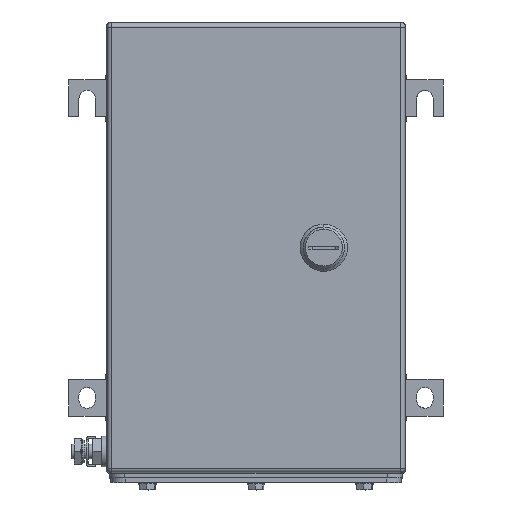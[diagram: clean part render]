
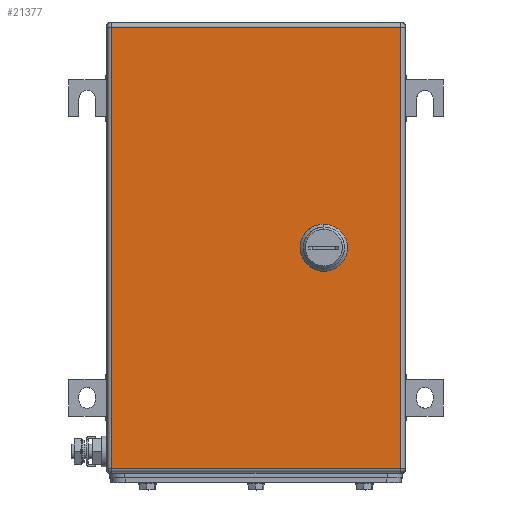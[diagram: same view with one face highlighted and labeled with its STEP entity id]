
A CAD part, top view. The second image highlights one B-rep face of the part: STEP entity #21377.
In plain terms, the highlighted planar face has unit normal (0, 0, 1).
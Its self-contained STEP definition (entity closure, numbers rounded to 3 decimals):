
#21279=AXIS2_PLACEMENT_3D('Plane Axis2P3D',#21276,#21277,#21278) ;
#20965=CARTESIAN_POINT('Vertex',(29.,14.5,153.5)) ;
#20968=CARTESIAN_POINT('Line Origine',(29.,164.,153.5)) ;
#20972=CARTESIAN_POINT('Vertex',(29.,313.5,153.5)) ;
#21012=CARTESIAN_POINT('Vertex',(225.,313.5,153.5)) ;
#21015=CARTESIAN_POINT('Line Origine',(127.,313.5,153.5)) ;
#21052=CARTESIAN_POINT('Vertex',(225.,14.5,153.5)) ;
#21055=CARTESIAN_POINT('Line Origine',(225.,164.,153.5)) ;
#21088=CARTESIAN_POINT('Line Origine',(127.,14.5,153.5)) ;
#21276=CARTESIAN_POINT('Axis2P3D Location',(127.,164.,153.5)) ;
#21287=CARTESIAN_POINT('Line Origine',(183.25,164.,153.5)) ;
#21291=CARTESIAN_POINT('Vertex',(183.25,159.363,153.5)) ;
#21293=CARTESIAN_POINT('Vertex',(183.25,168.637,153.5)) ;
#21297=CARTESIAN_POINT('Control Point',(177.637,153.75,153.5)) ;
#21298=CARTESIAN_POINT('Control Point',(178.685,154.224,153.5)) ;
#21299=CARTESIAN_POINT('Control Point',(179.672,154.832,153.5)) ;
#21300=CARTESIAN_POINT('Control Point',(180.576,155.564,153.5)) ;
#21301=CARTESIAN_POINT('Control Point',(181.705,156.747,153.5)) ;
#21302=CARTESIAN_POINT('Control Point',(182.599,158.104,153.5)) ;
#21303=CARTESIAN_POINT('Control Point',(182.838,158.513,153.5)) ;
#21304=CARTESIAN_POINT('Control Point',(183.055,158.933,153.5)) ;
#21305=CARTESIAN_POINT('Control Point',(183.25,159.363,153.5)) ;
#21306=CARTESIAN_POINT('Vertex',(177.637,153.75,153.5)) ;
#21309=CARTESIAN_POINT('Line Origine',(173.,153.75,153.5)) ;
#21313=CARTESIAN_POINT('Vertex',(168.363,153.75,153.5)) ;
#21317=CARTESIAN_POINT('Control Point',(162.75,159.363,153.5)) ;
#21318=CARTESIAN_POINT('Control Point',(163.224,158.315,153.5)) ;
#21319=CARTESIAN_POINT('Control Point',(163.832,157.328,153.5)) ;
#21320=CARTESIAN_POINT('Control Point',(164.564,156.424,153.5)) ;
#21321=CARTESIAN_POINT('Control Point',(165.747,155.295,153.5)) ;
#21322=CARTESIAN_POINT('Control Point',(167.104,154.401,153.5)) ;
#21323=CARTESIAN_POINT('Control Point',(167.513,154.162,153.5)) ;
#21324=CARTESIAN_POINT('Control Point',(167.933,153.945,153.5)) ;
#21325=CARTESIAN_POINT('Control Point',(168.363,153.75,153.5)) ;
#21326=CARTESIAN_POINT('Vertex',(162.75,159.363,153.5)) ;
#21329=CARTESIAN_POINT('Line Origine',(162.75,164.,153.5)) ;
#21333=CARTESIAN_POINT('Vertex',(162.75,168.637,153.5)) ;
#21337=CARTESIAN_POINT('Control Point',(168.363,174.25,153.5)) ;
#21338=CARTESIAN_POINT('Control Point',(167.315,173.776,153.5)) ;
#21339=CARTESIAN_POINT('Control Point',(166.328,173.168,153.5)) ;
#21340=CARTESIAN_POINT('Control Point',(165.424,172.436,153.5)) ;
#21341=CARTESIAN_POINT('Control Point',(164.295,171.253,153.5)) ;
#21342=CARTESIAN_POINT('Control Point',(163.401,169.896,153.5)) ;
#21343=CARTESIAN_POINT('Control Point',(163.162,169.487,153.5)) ;
#21344=CARTESIAN_POINT('Control Point',(162.945,169.067,153.5)) ;
#21345=CARTESIAN_POINT('Control Point',(162.75,168.637,153.5)) ;
#21346=CARTESIAN_POINT('Vertex',(168.363,174.25,153.5)) ;
#21349=CARTESIAN_POINT('Line Origine',(173.,174.25,153.5)) ;
#21353=CARTESIAN_POINT('Vertex',(177.637,174.25,153.5)) ;
#21357=CARTESIAN_POINT('Control Point',(183.25,168.637,153.5)) ;
#21358=CARTESIAN_POINT('Control Point',(182.776,169.685,153.5)) ;
#21359=CARTESIAN_POINT('Control Point',(182.168,170.672,153.5)) ;
#21360=CARTESIAN_POINT('Control Point',(181.436,171.576,153.5)) ;
#21361=CARTESIAN_POINT('Control Point',(180.253,172.705,153.5)) ;
#21362=CARTESIAN_POINT('Control Point',(178.896,173.599,153.5)) ;
#21363=CARTESIAN_POINT('Control Point',(178.487,173.838,153.5)) ;
#21364=CARTESIAN_POINT('Control Point',(178.067,174.055,153.5)) ;
#21365=CARTESIAN_POINT('Control Point',(177.637,174.25,153.5)) ;
#20969=DIRECTION('Vector Direction',(0.,1.,0.)) ;
#21016=DIRECTION('Vector Direction',(1.,0.,0.)) ;
#21056=DIRECTION('Vector Direction',(0.,-1.,0.)) ;
#21089=DIRECTION('Vector Direction',(-1.,0.,0.)) ;
#21277=DIRECTION('Axis2P3D Direction',(0.,0.,-1.)) ;
#21278=DIRECTION('Axis2P3D XDirection',(0.,1.,0.)) ;
#21288=DIRECTION('Vector Direction',(0.,1.,0.)) ;
#21310=DIRECTION('Vector Direction',(1.,0.,0.)) ;
#21330=DIRECTION('Vector Direction',(0.,-1.,0.)) ;
#21350=DIRECTION('Vector Direction',(-1.,0.,0.)) ;
#20970=VECTOR('Line Direction',#20969,1.) ;
#21017=VECTOR('Line Direction',#21016,1.) ;
#21057=VECTOR('Line Direction',#21056,1.) ;
#21090=VECTOR('Line Direction',#21089,1.) ;
#21289=VECTOR('Line Direction',#21288,1.) ;
#21311=VECTOR('Line Direction',#21310,1.) ;
#21331=VECTOR('Line Direction',#21330,1.) ;
#21351=VECTOR('Line Direction',#21350,1.) ;
#21282=ORIENTED_EDGE('',*,*,#21059,.T.) ;
#21283=ORIENTED_EDGE('',*,*,#21019,.T.) ;
#21284=ORIENTED_EDGE('',*,*,#20974,.T.) ;
#21285=ORIENTED_EDGE('',*,*,#21092,.T.) ;
#21368=ORIENTED_EDGE('',*,*,#21295,.F.) ;
#21369=ORIENTED_EDGE('',*,*,#21308,.F.) ;
#21370=ORIENTED_EDGE('',*,*,#21315,.F.) ;
#21371=ORIENTED_EDGE('',*,*,#21328,.F.) ;
#21372=ORIENTED_EDGE('',*,*,#21335,.F.) ;
#21373=ORIENTED_EDGE('',*,*,#21348,.F.) ;
#21374=ORIENTED_EDGE('',*,*,#21355,.F.) ;
#21375=ORIENTED_EDGE('',*,*,#21366,.F.) ;
#21376=FACE_BOUND('',#21367,.T.) ;
#21377=ADVANCED_FACE('51374_ASM_DE_KTB_QL_XXXxXXX_S3D-1/DE_QL_S3D-1-solid1',(#21286,#21376),#21280,.F.) ;
#21296=B_SPLINE_CURVE_WITH_KNOTS('',5,(#21297,#21298,#21299,#21300,#21301,#21302,#21303,#21304,#21305),.UNSPECIFIED.,.F.,.U.,(6,3,6),(0.,8.133,11.473),.UNSPECIFIED.) ;
#21316=B_SPLINE_CURVE_WITH_KNOTS('',5,(#21317,#21318,#21319,#21320,#21321,#21322,#21323,#21324,#21325),.UNSPECIFIED.,.F.,.U.,(6,3,6),(0.,8.133,11.473),.UNSPECIFIED.) ;
#21336=B_SPLINE_CURVE_WITH_KNOTS('',5,(#21337,#21338,#21339,#21340,#21341,#21342,#21343,#21344,#21345),.UNSPECIFIED.,.F.,.U.,(6,3,6),(0.,8.133,11.473),.UNSPECIFIED.) ;
#21356=B_SPLINE_CURVE_WITH_KNOTS('',5,(#21357,#21358,#21359,#21360,#21361,#21362,#21363,#21364,#21365),.UNSPECIFIED.,.F.,.U.,(6,3,6),(0.,8.133,11.473),.UNSPECIFIED.) ;
#20974=EDGE_CURVE('',#20973,#20966,#20971,.F.) ;
#21019=EDGE_CURVE('',#21013,#20973,#21018,.F.) ;
#21059=EDGE_CURVE('',#21053,#21013,#21058,.F.) ;
#21092=EDGE_CURVE('',#20966,#21053,#21091,.F.) ;
#21295=EDGE_CURVE('',#21292,#21294,#21290,.T.) ;
#21308=EDGE_CURVE('',#21307,#21292,#21296,.T.) ;
#21315=EDGE_CURVE('',#21314,#21307,#21312,.T.) ;
#21328=EDGE_CURVE('',#21327,#21314,#21316,.T.) ;
#21335=EDGE_CURVE('',#21334,#21327,#21332,.T.) ;
#21348=EDGE_CURVE('',#21347,#21334,#21336,.T.) ;
#21355=EDGE_CURVE('',#21354,#21347,#21352,.T.) ;
#21366=EDGE_CURVE('',#21294,#21354,#21356,.T.) ;
#21281=EDGE_LOOP('',(#21282,#21283,#21284,#21285)) ;
#21367=EDGE_LOOP('',(#21368,#21369,#21370,#21371,#21372,#21373,#21374,#21375)) ;
#21286=FACE_OUTER_BOUND('',#21281,.T.) ;
#20971=LINE('Line',#20968,#20970) ;
#21018=LINE('Line',#21015,#21017) ;
#21058=LINE('Line',#21055,#21057) ;
#21091=LINE('Line',#21088,#21090) ;
#21290=LINE('Line',#21287,#21289) ;
#21312=LINE('Line',#21309,#21311) ;
#21332=LINE('Line',#21329,#21331) ;
#21352=LINE('Line',#21349,#21351) ;
#21280=PLANE('',#21279) ;
#20966=VERTEX_POINT('',#20965) ;
#20973=VERTEX_POINT('',#20972) ;
#21013=VERTEX_POINT('',#21012) ;
#21053=VERTEX_POINT('',#21052) ;
#21292=VERTEX_POINT('',#21291) ;
#21294=VERTEX_POINT('',#21293) ;
#21307=VERTEX_POINT('',#21306) ;
#21314=VERTEX_POINT('',#21313) ;
#21327=VERTEX_POINT('',#21326) ;
#21334=VERTEX_POINT('',#21333) ;
#21347=VERTEX_POINT('',#21346) ;
#21354=VERTEX_POINT('',#21353) ;
